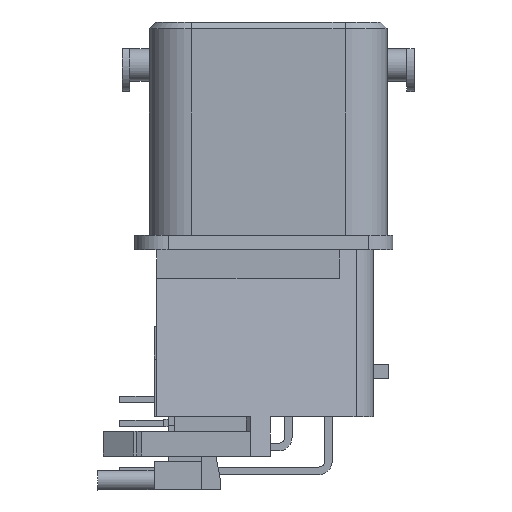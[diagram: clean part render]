
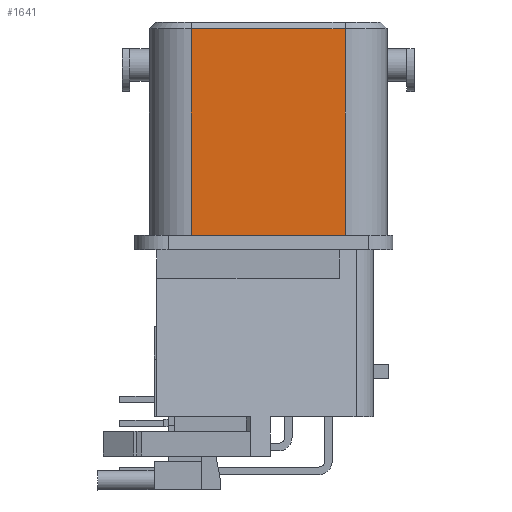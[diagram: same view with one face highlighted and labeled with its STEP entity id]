
A CAD part, left-side view. The second image highlights one B-rep face of the part: STEP entity #1641.
In plain terms, the highlighted planar face has unit normal (-1, 0, 0).
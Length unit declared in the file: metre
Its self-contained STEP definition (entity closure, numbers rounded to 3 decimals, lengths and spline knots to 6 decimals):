
#1641 = ADVANCED_FACE( '', ( #5480 ), #5481, .T. );
#5480 = FACE_OUTER_BOUND( '', #9611, .T. );
#5481 = PLANE( '', #9612 );
#9611 = EDGE_LOOP( '', ( #23638, #23639, #23640, #23641 ) );
#9612 = AXIS2_PLACEMENT_3D( '', #23642, #23643, #23644 );
#23638 = ORIENTED_EDGE( '', *, *, #27433, .F. );
#23639 = ORIENTED_EDGE( '', *, *, #28026, .F. );
#23640 = ORIENTED_EDGE( '', *, *, #27028, .F. );
#23641 = ORIENTED_EDGE( '', *, *, #28862, .T. );
#23642 = CARTESIAN_POINT( '', ( -0.0625, 0.02225, 0. ) );
#23643 = DIRECTION( '', ( -1., 0., 0. ) );
#23644 = DIRECTION( '', ( 0., 0., 1. ) );
#27028 = EDGE_CURVE( '', #33127, #33128, #33129, .T. );
#27433 = EDGE_CURVE( '', #33875, #33877, #33878, .T. );
#28026 = EDGE_CURVE( '', #33128, #33875, #34907, .T. );
#28862 = EDGE_CURVE( '', #33127, #33877, #36337, .T. );
#33127 = VERTEX_POINT( '', #42533 );
#33128 = VERTEX_POINT( '', #42534 );
#33129 = LINE( '', #42535, #42536 );
#33875 = VERTEX_POINT( '', #43658 );
#33877 = VERTEX_POINT( '', #43660 );
#33878 = LINE( '', #43661, #43662 );
#34907 = LINE( '', #45234, #45235 );
#36337 = LINE( '', #47462, #47463 );
#42533 = CARTESIAN_POINT( '', ( -0.0625, 0.01785, 0.00115 ) );
#42534 = CARTESIAN_POINT( '', ( -0.0625, 0.01785, 0.0228 ) );
#42535 = CARTESIAN_POINT( '', ( -0.0625, 0.01785, 0.00115 ) );
#42536 = VECTOR( '', #53433, 1. );
#43658 = CARTESIAN_POINT( '', ( -0.0625, 0.00175, 0.0228 ) );
#43660 = CARTESIAN_POINT( '', ( -0.0625, 0.00175, 0.00115 ) );
#43661 = CARTESIAN_POINT( '', ( -0.0625, 0.00175, 0.0228 ) );
#43662 = VECTOR( '', #53894, 1. );
#45234 = CARTESIAN_POINT( '', ( -0.0625, 0.01785, 0.0228 ) );
#45235 = VECTOR( '', #54585, 1. );
#47462 = CARTESIAN_POINT( '', ( -0.0625, 0.01785, 0.00115 ) );
#47463 = VECTOR( '', #55497, 1. );
#53433 = DIRECTION( '', ( 0., 0., 1. ) );
#53894 = DIRECTION( '', ( 0., 0., -1. ) );
#54585 = DIRECTION( '', ( 0., -1., 0. ) );
#55497 = DIRECTION( '', ( 0., -1., 0. ) );
